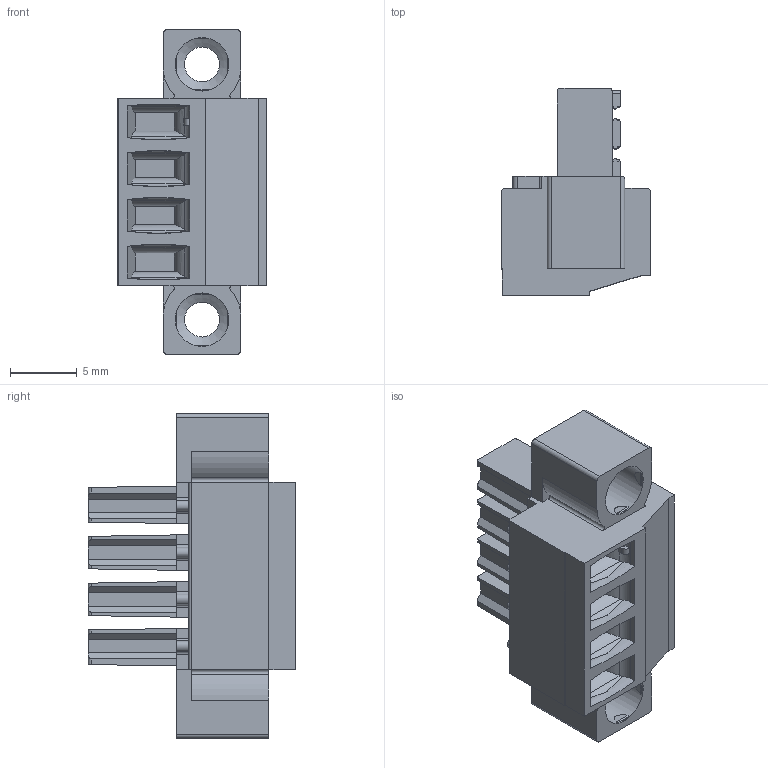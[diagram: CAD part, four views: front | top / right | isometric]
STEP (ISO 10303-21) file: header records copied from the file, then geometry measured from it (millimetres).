
FILE_DESCRIPTION(/* description */ (''),/* implementation_level */ '2;1');
FILE_NAME(/* name */ 'CTF040V8_1.ipt.step',/* time_stamp */ '2014-01-07T10:54:18-08:00',/* author */ ('Autodesk Inc.'),/* organization */ ('Autodesk Inc.'),/* preprocessor_version */ 'ST-DEVELOPER v15.2',/* originating_system */ 'Autodesk Inventor 2014',/* authorisation */ '');
FILE_SCHEMA (('AUTOMOTIVE_DESIGN { 1 0 10303 214 3 1 1 }'));
Length unit declared in the file: millimetre
Products named in the file (1): CTF040V8_1
Bounding box: 11.1 x 15.5 x 24.3 mm (x, y, z)
Volume: 1593.4 mm3; surface area: 1850 mm2
Topology: 1 solids, 1 shells, 454 faces, 1221 edges, 794 vertices
Faces by surface type: plane 240, cylinder 152, torus 44, cone 18
Full cylindrical faces by diameter (mm): 1.2 x4, 1.52 x1, 2 x1, 2.6 x2, 2.8 x4, 2.9 x4, 4 x2
Entity records: 15123 total; most frequent: CARTESIAN_POINT 4069, ORIENTED_EDGE 2326, DIRECTION 2201, EDGE_CURVE 1163, VERTEX_POINT 778, AXIS2_PLACEMENT_3D 761, LINE 679, VECTOR 679
